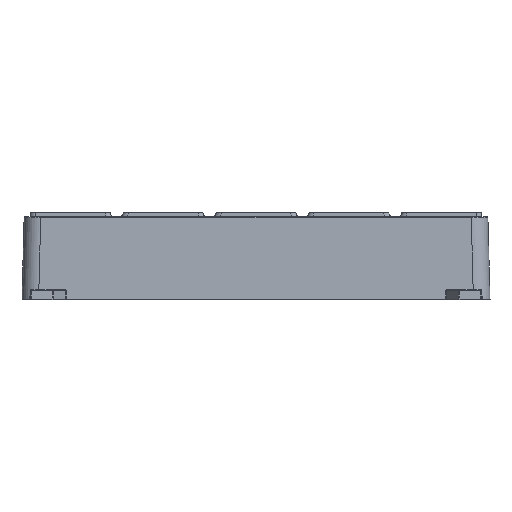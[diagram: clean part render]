
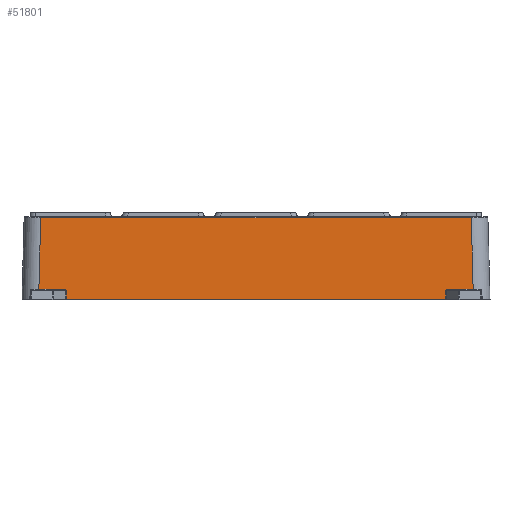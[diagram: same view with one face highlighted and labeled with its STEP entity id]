
A CAD part, front view. The second image highlights one B-rep face of the part: STEP entity #51801.
In plain terms, the highlighted planar face has unit normal (0, -1, 0.026).
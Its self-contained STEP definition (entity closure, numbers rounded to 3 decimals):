
#728=ELLIPSE('',#55828,0.072,0.062);
#729=ELLIPSE('',#55829,0.072,0.063);
#1947=LINE('',#94247,#4527);
#1951=LINE('',#94256,#4531);
#1953=LINE('',#94271,#4533);
#1954=LINE('',#94273,#4534);
#1955=LINE('',#94277,#4535);
#1956=LINE('',#94279,#4536);
#1957=LINE('',#94281,#4537);
#1958=LINE('',#94284,#4538);
#4527=VECTOR('',#64247,16.213);
#4531=VECTOR('',#64255,2.691);
#4533=VECTOR('',#64263,2.691);
#4534=VECTOR('',#64264,0.963);
#4535=VECTOR('',#64267,0.313);
#4536=VECTOR('',#64268,14.277);
#4537=VECTOR('',#64269,0.313);
#4538=VECTOR('',#64272,0.963);
#6502=PLANE('',#55827);
#9313=FACE_OUTER_BOUND('',#12822,.T.);
#12822=EDGE_LOOP('',(#35131,#35132,#35133,#35134,#35135,#35136,#35137,#35138,
#35139,#35140));
#21452=VERTEX_POINT('',#94099);
#21467=VERTEX_POINT('',#94241);
#21470=VERTEX_POINT('',#94255);
#21474=VERTEX_POINT('',#94270);
#21475=VERTEX_POINT('',#94272);
#21476=VERTEX_POINT('',#94274);
#21477=VERTEX_POINT('',#94276);
#21478=VERTEX_POINT('',#94278);
#21479=VERTEX_POINT('',#94280);
#21480=VERTEX_POINT('',#94282);
#26461=EDGE_CURVE('',#21452,#21467,#1947,.T.);
#26465=EDGE_CURVE('',#21467,#21470,#1951,.T.);
#26470=EDGE_CURVE('',#21474,#21452,#1953,.T.);
#26471=EDGE_CURVE('',#21475,#21474,#1954,.T.);
#26472=EDGE_CURVE('',#21476,#21475,#728,.T.);
#26473=EDGE_CURVE('',#21477,#21476,#1955,.T.);
#26474=EDGE_CURVE('',#21478,#21477,#1956,.T.);
#26475=EDGE_CURVE('',#21479,#21478,#1957,.T.);
#26476=EDGE_CURVE('',#21480,#21479,#729,.T.);
#26477=EDGE_CURVE('',#21470,#21480,#1958,.T.);
#35131=ORIENTED_EDGE('',*,*,#26461,.F.);
#35132=ORIENTED_EDGE('',*,*,#26470,.F.);
#35133=ORIENTED_EDGE('',*,*,#26471,.F.);
#35134=ORIENTED_EDGE('',*,*,#26472,.F.);
#35135=ORIENTED_EDGE('',*,*,#26473,.F.);
#35136=ORIENTED_EDGE('',*,*,#26474,.F.);
#35137=ORIENTED_EDGE('',*,*,#26475,.F.);
#35138=ORIENTED_EDGE('',*,*,#26476,.F.);
#35139=ORIENTED_EDGE('',*,*,#26477,.F.);
#35140=ORIENTED_EDGE('',*,*,#26465,.F.);
#51801=ADVANCED_FACE('',(#9313),#6502,.T.);
#55827=AXIS2_PLACEMENT_3D('',#94269,#64261,#64262);
#55828=AXIS2_PLACEMENT_3D('',#94275,#64265,#64266);
#55829=AXIS2_PLACEMENT_3D('',#94283,#64270,#64271);
#64247=DIRECTION('',(1.,0.,0.));
#64255=DIRECTION('',(0.026,-0.026,-0.999));
#64261=DIRECTION('center_axis',(0.,-1.,
0.026));
#64262=DIRECTION('ref_axis',(-1.,0.,0.));
#64263=DIRECTION('',(0.026,0.026,0.999));
#64264=DIRECTION('',(-1.,0.,0.));
#64265=DIRECTION('center_axis',(0.,-1.,
0.026));
#64266=DIRECTION('ref_axis',(0.999,0.001,0.045));
#64267=DIRECTION('',(-0.015,0.026,1.));
#64268=DIRECTION('',(-1.,0.,0.));
#64269=DIRECTION('',(-0.015,-0.026,-1.));
#64270=DIRECTION('center_axis',(0.,-1.,
0.026));
#64271=DIRECTION('ref_axis',(-0.999,0.001,0.045));
#64272=DIRECTION('',(-1.,0.,0.));
#94099=CARTESIAN_POINT('',(-1.107,-12.794,-0.28));
#94241=CARTESIAN_POINT('',(15.107,-12.794,-0.28));
#94247=CARTESIAN_POINT('',(0.906,-12.794,-0.28));
#94255=CARTESIAN_POINT('',(15.177,-12.864,-2.97));
#94256=CARTESIAN_POINT('',(15.096,-12.784,0.116));
#94269=CARTESIAN_POINT('Origin',(1.813,-12.793,-0.251));
#94270=CARTESIAN_POINT('',(-1.177,-12.864,-2.97));
#94271=CARTESIAN_POINT('',(-1.102,-12.789,-0.088));
#94272=CARTESIAN_POINT('',(-0.214,-12.864,-2.97));
#94273=CARTESIAN_POINT('',(0.492,-12.864,-2.97));
#94274=CARTESIAN_POINT('',(-0.143,-12.866,-3.03));
#94275=CARTESIAN_POINT('Origin',(-0.215,-12.866,-3.032));
#94276=CARTESIAN_POINT('',(-0.138,-12.874,-3.343));
#94277=CARTESIAN_POINT('',(-0.161,-12.835,-1.835));
#94278=CARTESIAN_POINT('',(14.138,-12.874,-3.343));
#94279=CARTESIAN_POINT('',(7.906,-12.874,-3.343));
#94280=CARTESIAN_POINT('',(14.143,-12.866,-3.03));
#94281=CARTESIAN_POINT('',(14.16,-12.837,-1.906));
#94282=CARTESIAN_POINT('',(14.214,-12.864,-2.97));
#94283=CARTESIAN_POINT('Origin',(14.215,-12.866,-3.032));
#94284=CARTESIAN_POINT('',(8.32,-12.864,-2.97));
